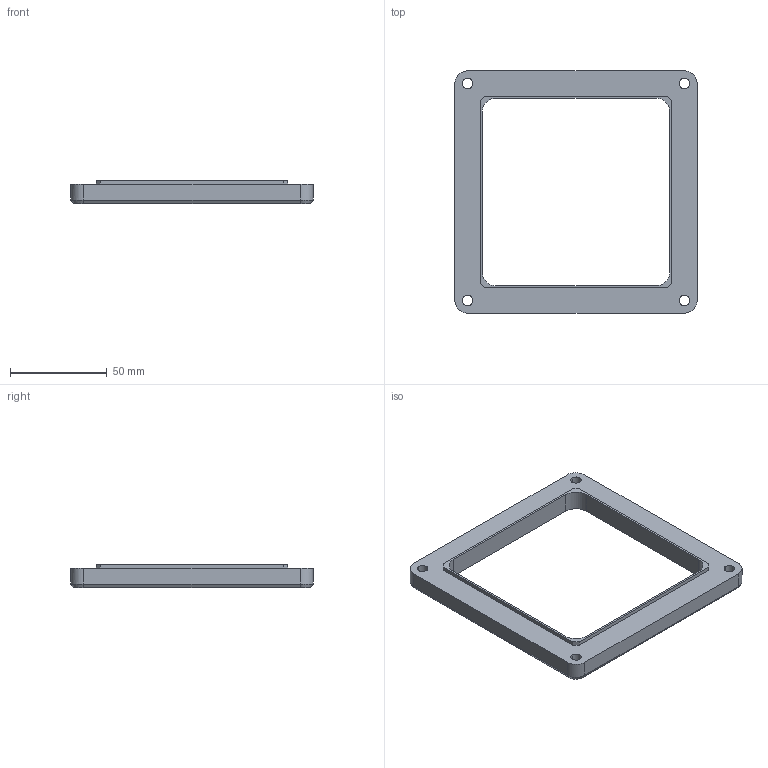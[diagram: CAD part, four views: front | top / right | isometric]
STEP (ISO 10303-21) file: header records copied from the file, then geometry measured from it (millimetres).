
FILE_DESCRIPTION(/* description */ (''),/* implementation_level */ '2;1');
FILE_NAME(/* name */ 'CARRE-~3',/* time_stamp */ '2022-01-04T21:58:55+01:00',/* author */ (''),/* organization */ (''),/* preprocessor_version */ 'ST-DEVELOPER v16.5',/* originating_system */ '',/* authorisation */ '');
FILE_SCHEMA (('AUTOMOTIVE_DESIGN'));
Length unit declared in the file: millimetre
Products named in the file (1): Document
Bounding box: 125 x 125 x 12.01 mm (x, y, z)
Volume: 60327.1 mm3; surface area: 22879.4 mm2
Topology: 1 solids, 1 shells, 134 faces, 350 edges, 228 vertices
Faces by surface type: plane 72, bspline 62
Entity records: 4435 total; most frequent: CARTESIAN_POINT 2182, ORIENTED_EDGE 700, EDGE_CURVE 350, B_SPLINE_CURVE_WITH_KNOTS 262, VERTEX_POINT 228, EDGE_LOOP 154, ADVANCED_FACE 134, FACE_OUTER_BOUND 134
